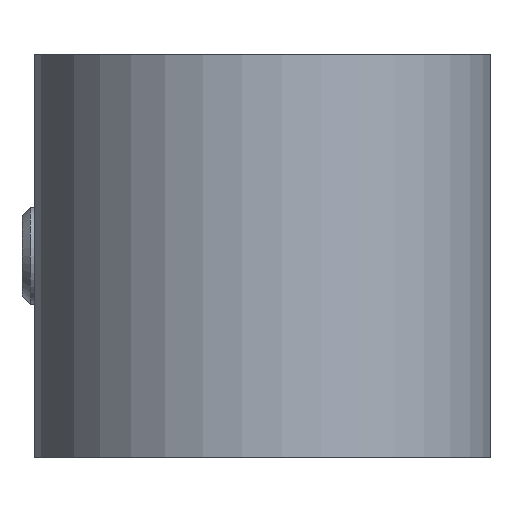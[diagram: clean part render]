
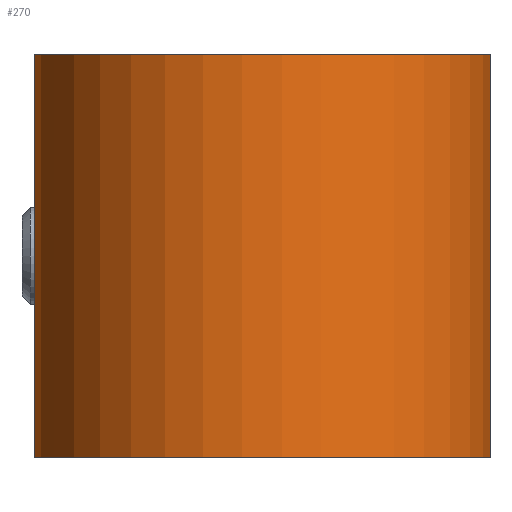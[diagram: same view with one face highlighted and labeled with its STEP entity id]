
A CAD part, front view. The second image highlights one B-rep face of the part: STEP entity #270.
In plain terms, the highlighted cylindrical face has radius 14.2 mm (diameter 28.4 mm), a partial arc.
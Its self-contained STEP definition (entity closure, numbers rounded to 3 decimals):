
#270 = ADVANCED_FACE( '', ( #376 ), #377, .T. );
#376 = FACE_OUTER_BOUND( '', #608, .T. );
#377 = CYLINDRICAL_SURFACE( '', #609, 14.2 );
#608 = EDGE_LOOP( '', ( #863, #864, #865, #866, #867, #868, #869, #870, #871, #872, #873, #874 ) );
#609 = AXIS2_PLACEMENT_3D( '', #875, #876, #877 );
#863 = ORIENTED_EDGE( '', *, *, #1635, .F. );
#864 = ORIENTED_EDGE( '', *, *, #1634, .T. );
#865 = ORIENTED_EDGE( '', *, *, #1636, .F. );
#866 = ORIENTED_EDGE( '', *, *, #1637, .F. );
#867 = ORIENTED_EDGE( '', *, *, #1638, .F. );
#868 = ORIENTED_EDGE( '', *, *, #1639, .F. );
#869 = ORIENTED_EDGE( '', *, *, #1640, .F. );
#870 = ORIENTED_EDGE( '', *, *, #1641, .F. );
#871 = ORIENTED_EDGE( '', *, *, #1623, .T. );
#872 = ORIENTED_EDGE( '', *, *, #1642, .T. );
#873 = ORIENTED_EDGE( '', *, *, #1643, .F. );
#874 = ORIENTED_EDGE( '', *, *, #1644, .F. );
#875 = CARTESIAN_POINT( '', ( 0., 0., -12.5 ) );
#876 = DIRECTION( '', ( 0., 0., -1. ) );
#877 = DIRECTION( '', ( -1., 0., 0. ) );
#1623 = EDGE_CURVE( '', #1869, #1867, #1870, .T. );
#1634 = EDGE_CURVE( '', #1884, #1888, #1890, .T. );
#1635 = EDGE_CURVE( '', #1884, #1891, #1892, .F. );
#1636 = EDGE_CURVE( '', #1893, #1888, #1894, .T. );
#1637 = EDGE_CURVE( '', #1895, #1893, #1896, .T. );
#1638 = EDGE_CURVE( '', #1897, #1895, #1898, .F. );
#1639 = EDGE_CURVE( '', #1899, #1897, #1900, .T. );
#1640 = EDGE_CURVE( '', #1901, #1899, #1902, .F. );
#1641 = EDGE_CURVE( '', #1869, #1901, #1903, .T. );
#1642 = EDGE_CURVE( '', #1867, #1904, #1905, .T. );
#1643 = EDGE_CURVE( '', #1906, #1904, #1907, .F. );
#1644 = EDGE_CURVE( '', #1891, #1906, #1908, .T. );
#1867 = VERTEX_POINT( '', #2271 );
#1869 = VERTEX_POINT( '', #2273 );
#1870 = CIRCLE( '', #2274, 14.2 );
#1884 = VERTEX_POINT( '', #2292 );
#1888 = VERTEX_POINT( '', #2297 );
#1890 = LINE( '', #2299, #2300 );
#1891 = VERTEX_POINT( '', #2301 );
#1892 = ELLIPSE( '', #2302, 24.757, 14.2 );
#1893 = VERTEX_POINT( '', #2303 );
#1894 = CIRCLE( '', #2304, 14.2 );
#1895 = VERTEX_POINT( '', #2305 );
#1896 = LINE( '', #2306, #2307 );
#1897 = VERTEX_POINT( '', #2308 );
#1898 = ELLIPSE( '', #2309, 24.757, 14.2 );
#1899 = VERTEX_POINT( '', #2310 );
#1900 = B_SPLINE_CURVE_WITH_KNOTS( '', 3, ( #2311, #2312, #2313, #2314, #2315, #2316, #2317, #2318, #2319, #2320, #2321, #2322, #2323, #2324, #2325, #2326, #2327, #2328 ), .UNSPECIFIED., .F., .F., ( 4, 2, 2, 2, 2, 2, 2, 2, 4 ), ( 0., 0.001, 0.001, 0.002, 0.003, 0.003, 0.004, 0.005, 0.006 ), .UNSPECIFIED. );
#1901 = VERTEX_POINT( '', #2329 );
#1902 = ELLIPSE( '', #2330, 24.757, 14.2 );
#1903 = LINE( '', #2331, #2332 );
#1904 = VERTEX_POINT( '', #2333 );
#1905 = LINE( '', #2334, #2335 );
#1906 = VERTEX_POINT( '', #2336 );
#1907 = ELLIPSE( '', #2337, 24.757, 14.2 );
#1908 = B_SPLINE_CURVE_WITH_KNOTS( '', 3, ( #2338, #2339, #2340, #2341, #2342, #2343, #2344, #2345, #2346, #2347, #2348, #2349, #2350, #2351, #2352, #2353, #2354, #2355 ), .UNSPECIFIED., .F., .F., ( 4, 2, 2, 2, 2, 2, 2, 2, 4 ), ( 0., 0.001, 0.001, 0.002, 0.003, 0.003, 0.004, 0.005, 0.006 ), .UNSPECIFIED. );
#2271 = CARTESIAN_POINT( '', ( 5.917, 12.909, -12.5 ) );
#2273 = CARTESIAN_POINT( '', ( -5.917, 12.909, -12.5 ) );
#2274 = AXIS2_PLACEMENT_3D( '', #2971, #2972, #2973 );
#2292 = CARTESIAN_POINT( '', ( 5.917, 12.909, 3.147 ) );
#2297 = CARTESIAN_POINT( '', ( 5.917, 12.909, 12.5 ) );
#2299 = CARTESIAN_POINT( '', ( 5.917, 12.909, -12.5 ) );
#2300 = VECTOR( '', #2994, 1000. );
#2301 = CARTESIAN_POINT( '', ( 6.818, 12.456, 2.294 ) );
#2302 = AXIS2_PLACEMENT_3D( '', #2995, #2996, #2997 );
#2303 = CARTESIAN_POINT( '', ( -5.917, 12.909, 12.5 ) );
#2304 = AXIS2_PLACEMENT_3D( '', #2998, #2999, #3000 );
#2305 = CARTESIAN_POINT( '', ( -5.917, 12.909, 3.147 ) );
#2306 = CARTESIAN_POINT( '', ( -5.917, 12.909, -12.5 ) );
#2307 = VECTOR( '', #3001, 1000. );
#2308 = CARTESIAN_POINT( '', ( -6.818, 12.456, 2.294 ) );
#2309 = AXIS2_PLACEMENT_3D( '', #3002, #3003, #3004 );
#2310 = CARTESIAN_POINT( '', ( -6.818, 12.456, -2.294 ) );
#2311 = CARTESIAN_POINT( '', ( -6.818, 12.456, -2.294 ) );
#2312 = CARTESIAN_POINT( '', ( -6.976, 12.37, -2.149 ) );
#2313 = CARTESIAN_POINT( '', ( -7.125, 12.284, -1.995 ) );
#2314 = CARTESIAN_POINT( '', ( -7.399, 12.121, -1.663 ) );
#2315 = CARTESIAN_POINT( '', ( -7.526, 12.042, -1.485 ) );
#2316 = CARTESIAN_POINT( '', ( -7.744, 11.903, -1.101 ) );
#2317 = CARTESIAN_POINT( '', ( -7.834, 11.844, -0.898 ) );
#2318 = CARTESIAN_POINT( '', ( -7.963, 11.757, -0.458 ) );
#2319 = CARTESIAN_POINT( '', ( -7.998, 11.733, -0.231 ) );
#2320 = CARTESIAN_POINT( '', ( -7.997, 11.734, 0.236 ) );
#2321 = CARTESIAN_POINT( '', ( -7.962, 11.758, 0.463 ) );
#2322 = CARTESIAN_POINT( '', ( -7.832, 11.845, 0.903 ) );
#2323 = CARTESIAN_POINT( '', ( -7.742, 11.905, 1.105 ) );
#2324 = CARTESIAN_POINT( '', ( -7.524, 12.044, 1.488 ) );
#2325 = CARTESIAN_POINT( '', ( -7.396, 12.123, 1.667 ) );
#2326 = CARTESIAN_POINT( '', ( -7.122, 12.286, 1.997 ) );
#2327 = CARTESIAN_POINT( '', ( -6.975, 12.37, 2.15 ) );
#2328 = CARTESIAN_POINT( '', ( -6.818, 12.456, 2.294 ) );
#2329 = CARTESIAN_POINT( '', ( -5.917, 12.909, -3.147 ) );
#2330 = AXIS2_PLACEMENT_3D( '', #3005, #3006, #3007 );
#2331 = CARTESIAN_POINT( '', ( -5.917, 12.909, -12.5 ) );
#2332 = VECTOR( '', #3008, 1000. );
#2333 = CARTESIAN_POINT( '', ( 5.917, 12.909, -3.147 ) );
#2334 = CARTESIAN_POINT( '', ( 5.917, 12.909, -12.5 ) );
#2335 = VECTOR( '', #3009, 1000. );
#2336 = CARTESIAN_POINT( '', ( 6.818, 12.456, -2.294 ) );
#2337 = AXIS2_PLACEMENT_3D( '', #3010, #3011, #3012 );
#2338 = CARTESIAN_POINT( '', ( 6.818, 12.456, 2.294 ) );
#2339 = CARTESIAN_POINT( '', ( 6.976, 12.37, 2.149 ) );
#2340 = CARTESIAN_POINT( '', ( 7.124, 12.285, 1.995 ) );
#2341 = CARTESIAN_POINT( '', ( 7.399, 12.121, 1.664 ) );
#2342 = CARTESIAN_POINT( '', ( 7.525, 12.043, 1.486 ) );
#2343 = CARTESIAN_POINT( '', ( 7.743, 11.904, 1.102 ) );
#2344 = CARTESIAN_POINT( '', ( 7.834, 11.844, 0.899 ) );
#2345 = CARTESIAN_POINT( '', ( 7.963, 11.758, 0.46 ) );
#2346 = CARTESIAN_POINT( '', ( 7.998, 11.734, 0.233 ) );
#2347 = CARTESIAN_POINT( '', ( 7.998, 11.734, -0.233 ) );
#2348 = CARTESIAN_POINT( '', ( 7.963, 11.758, -0.46 ) );
#2349 = CARTESIAN_POINT( '', ( 7.834, 11.844, -0.899 ) );
#2350 = CARTESIAN_POINT( '', ( 7.743, 11.904, -1.102 ) );
#2351 = CARTESIAN_POINT( '', ( 7.526, 12.042, -1.484 ) );
#2352 = CARTESIAN_POINT( '', ( 7.399, 12.121, -1.663 ) );
#2353 = CARTESIAN_POINT( '', ( 7.124, 12.284, -1.995 ) );
#2354 = CARTESIAN_POINT( '', ( 6.976, 12.37, -2.149 ) );
#2355 = CARTESIAN_POINT( '', ( 6.818, 12.456, -2.294 ) );
#2971 = CARTESIAN_POINT( '', ( 0., 0., -12.5 ) );
#2972 = DIRECTION( '', ( 0., 0., 1. ) );
#2973 = DIRECTION( '', ( 1., 0., 0. ) );
#2994 = DIRECTION( '', ( 0., 0., 1. ) );
#2995 = CARTESIAN_POINT( '', ( 0., 0., 19.046 ) );
#2996 = DIRECTION( '', ( 0.73, 0.372, 0.574 ) );
#2997 = DIRECTION( '', ( -0.511, -0.26, 0.819 ) );
#2998 = CARTESIAN_POINT( '', ( 0., 0., 12.5 ) );
#2999 = DIRECTION( '', ( 0., 0., 1. ) );
#3000 = DIRECTION( '', ( 1., 0., 0. ) );
#3001 = DIRECTION( '', ( 0., 0., 1. ) );
#3002 = CARTESIAN_POINT( '', ( 0., 0., 19.046 ) );
#3003 = DIRECTION( '', ( -0.73, 0.372, 0.574 ) );
#3004 = DIRECTION( '', ( 0.511, -0.26, 0.819 ) );
#3005 = CARTESIAN_POINT( '', ( 0., 0., -19.046 ) );
#3006 = DIRECTION( '', ( -0.73, 0.372, -0.574 ) );
#3007 = DIRECTION( '', ( -0.511, 0.26, 0.819 ) );
#3008 = DIRECTION( '', ( 0., 0., 1. ) );
#3009 = DIRECTION( '', ( 0., 0., 1. ) );
#3010 = CARTESIAN_POINT( '', ( 0., 0., -19.046 ) );
#3011 = DIRECTION( '', ( 0.73, 0.372, -0.574 ) );
#3012 = DIRECTION( '', ( 0.511, 0.26, 0.819 ) );
